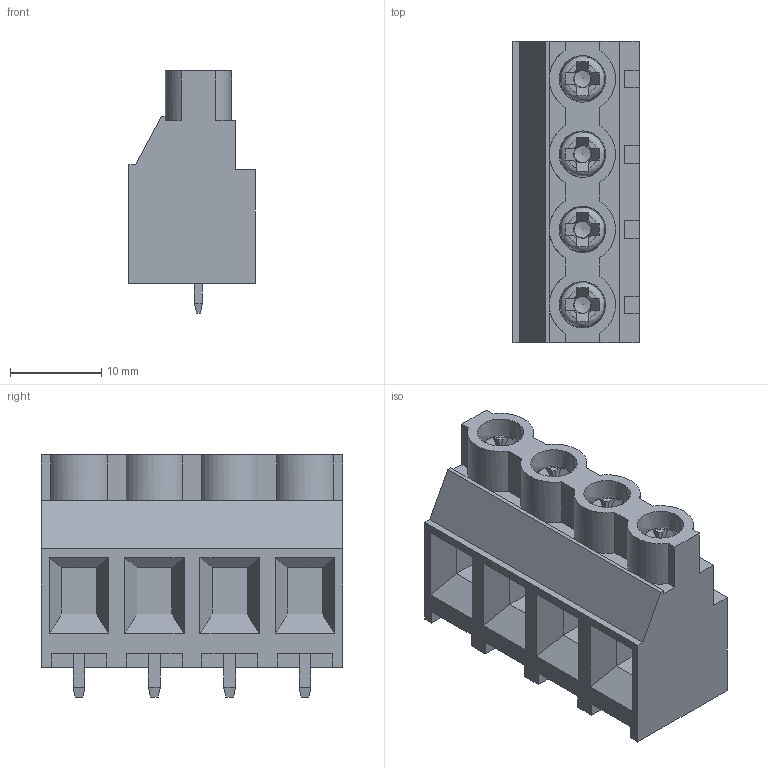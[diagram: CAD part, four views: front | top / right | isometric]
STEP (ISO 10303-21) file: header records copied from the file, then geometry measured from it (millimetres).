
FILE_DESCRIPTION(('FreeCAD Model'),'2;1');
FILE_NAME('Open CASCADE Shape Model','2025-04-28T07:33:12',('FreeCAD'),( 'FreeCAD'),'Open CASCADE STEP processor 7.6','FreeCAD','Unknown');
FILE_SCHEMA(('AUTOMOTIVE_DESIGN { 1 0 10303 214 1 1 1 1 }'));
Length unit declared in the file: millimetre
Products named in the file (1): Open CASCADE STEP translator 7.6 1
Bounding box: 13.88 x 33.05 x 26.57 mm (x, y, z)
Volume: 5830.4 mm3; surface area: 5527.1 mm2
Topology: 9 solids, 9 shells, 332 faces, 818 edges, 508 vertices
Faces by surface type: bspline 332
Entity records: 9366 total; most frequent: CARTESIAN_POINT 4513, ORIENTED_EDGE 1628, EDGE_CURVE 814, B_SPLINE_CURVE_WITH_KNOTS 578, VERTEX_POINT 508, FACE_BOUND 348, EDGE_LOOP 348, ADVANCED_FACE 332
